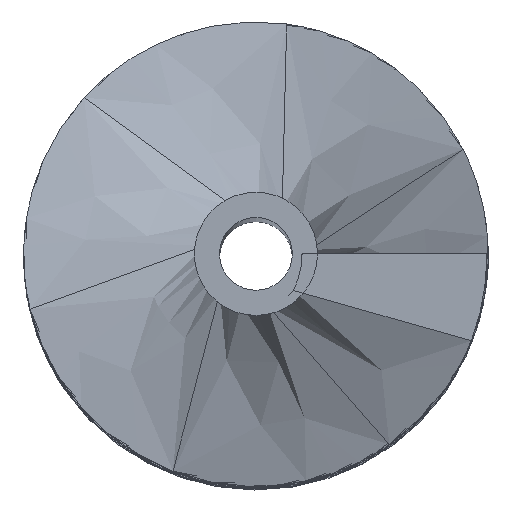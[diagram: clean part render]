
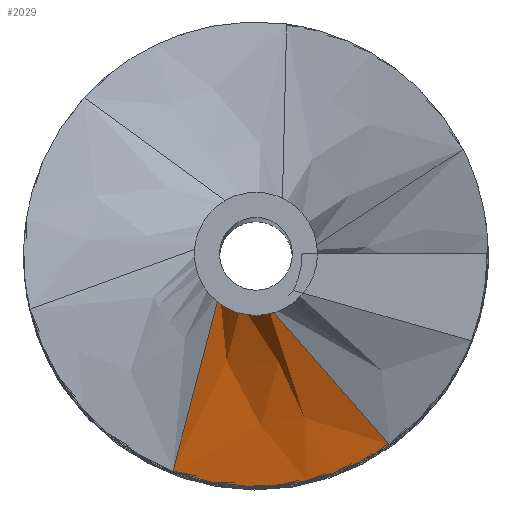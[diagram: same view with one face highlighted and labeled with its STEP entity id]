
A CAD part, top view. The second image highlights one B-rep face of the part: STEP entity #2029.
In plain terms, the highlighted free-form (B-spline) face has degree [3, 3] with [4, 6] control points.
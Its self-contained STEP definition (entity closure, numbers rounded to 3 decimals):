
#51=B_SPLINE_SURFACE_WITH_KNOTS('',3,3,((#2745,#2746,#2747,#2748,#2749,
#2750),(#2751,#2752,#2753,#2754,#2755,#2756),(#2757,#2758,#2759,#2760,#2761,
#2762),(#2763,#2764,#2765,#2766,#2767,#2768)),.UNSPECIFIED.,.F.,.F.,.F.,
(4,4),(4,1,1,4),(-1.5,0.),(35.872,36.29,36.569,
36.848),.UNSPECIFIED.);
#213=FACE_OUTER_BOUND('',#379,.T.);
#379=EDGE_LOOP('',(#1413,#1414,#1415,#1416));
#563=B_SPLINE_CURVE_WITH_KNOTS('',3,(#2741,#2742,#2743,#2744),
 .UNSPECIFIED.,.F.,.F.,(4,4),(0.,1.5),.UNSPECIFIED.);
#564=B_SPLINE_CURVE_WITH_KNOTS('',3,(#2770,#2771,#2772,#2773,#2774,#2775),
 .UNSPECIFIED.,.F.,.F.,(4,1,1,4),(35.872,36.29,36.569,
36.848),.UNSPECIFIED.);
#565=B_SPLINE_CURVE_WITH_KNOTS('',3,(#2777,#2778,#2779,#2780),
 .UNSPECIFIED.,.F.,.F.,(4,4),(0.,1.5),.UNSPECIFIED.);
#566=B_SPLINE_CURVE_WITH_KNOTS('',3,(#2781,#2782,#2783,#2784,#2785,#2786),
 .UNSPECIFIED.,.F.,.F.,(4,1,1,4),(35.872,36.29,36.569,
36.848),.UNSPECIFIED.);
#862=VERTEX_POINT('',#2422);
#873=VERTEX_POINT('',#2735);
#874=VERTEX_POINT('',#2769);
#875=VERTEX_POINT('',#2776);
#1055=EDGE_CURVE('',#862,#873,#563,.T.);
#1056=EDGE_CURVE('',#874,#873,#564,.T.);
#1057=EDGE_CURVE('',#875,#874,#565,.T.);
#1058=EDGE_CURVE('',#875,#862,#566,.T.);
#1413=ORIENTED_EDGE('',*,*,#1055,.T.);
#1414=ORIENTED_EDGE('',*,*,#1056,.F.);
#1415=ORIENTED_EDGE('',*,*,#1057,.F.);
#1416=ORIENTED_EDGE('',*,*,#1058,.T.);
#2029=ADVANCED_FACE('',(#213),#51,.T.);
#2422=CARTESIAN_POINT('',(90.82,-15.448,196.926));
#2735=CARTESIAN_POINT('',(80.935,-4.166,196.926));
#2741=CARTESIAN_POINT('Ctrl Pts',(90.82,-15.448,196.926));
#2742=CARTESIAN_POINT('Ctrl Pts',(87.525,-11.688,196.926));
#2743=CARTESIAN_POINT('Ctrl Pts',(84.23,-7.927,196.926));
#2744=CARTESIAN_POINT('Ctrl Pts',(80.935,-4.166,196.926));
#2745=CARTESIAN_POINT('Ctrl Pts',(77.073,-3.109,191.748));
#2746=CARTESIAN_POINT('Ctrl Pts',(77.502,-3.537,192.488));
#2747=CARTESIAN_POINT('Ctrl Pts',(78.377,-4.044,193.721));
#2748=CARTESIAN_POINT('Ctrl Pts',(79.74,-4.293,195.447));
#2749=CARTESIAN_POINT('Ctrl Pts',(80.539,-4.243,196.433));
#2750=CARTESIAN_POINT('Ctrl Pts',(80.935,-4.166,196.926));
#2751=CARTESIAN_POINT('Ctrl Pts',(75.805,-7.945,191.748));
#2752=CARTESIAN_POINT('Ctrl Pts',(76.956,-8.563,192.488));
#2753=CARTESIAN_POINT('Ctrl Pts',(78.997,-9.098,193.721));
#2754=CARTESIAN_POINT('Ctrl Pts',(81.854,-8.892,195.447));
#2755=CARTESIAN_POINT('Ctrl Pts',(83.459,-8.332,196.433));
#2756=CARTESIAN_POINT('Ctrl Pts',(84.23,-7.927,196.926));
#2757=CARTESIAN_POINT('Ctrl Pts',(74.536,-12.782,191.748));
#2758=CARTESIAN_POINT('Ctrl Pts',(76.41,-13.589,192.488));
#2759=CARTESIAN_POINT('Ctrl Pts',(79.618,-14.153,193.721));
#2760=CARTESIAN_POINT('Ctrl Pts',(83.969,-13.49,195.447));
#2761=CARTESIAN_POINT('Ctrl Pts',(86.38,-12.421,196.433));
#2762=CARTESIAN_POINT('Ctrl Pts',(87.525,-11.688,196.926));
#2763=CARTESIAN_POINT('Ctrl Pts',(73.267,-17.618,191.748));
#2764=CARTESIAN_POINT('Ctrl Pts',(75.864,-18.615,192.488));
#2765=CARTESIAN_POINT('Ctrl Pts',(80.238,-19.207,193.721));
#2766=CARTESIAN_POINT('Ctrl Pts',(86.083,-18.089,195.447));
#2767=CARTESIAN_POINT('Ctrl Pts',(89.3,-16.51,196.433));
#2768=CARTESIAN_POINT('Ctrl Pts',(90.82,-15.448,196.926));
#2769=CARTESIAN_POINT('',(77.073,-3.109,191.748));
#2770=CARTESIAN_POINT('Ctrl Pts',(77.073,-3.109,191.748));
#2771=CARTESIAN_POINT('Ctrl Pts',(77.502,-3.537,192.488));
#2772=CARTESIAN_POINT('Ctrl Pts',(78.377,-4.044,193.721));
#2773=CARTESIAN_POINT('Ctrl Pts',(79.74,-4.293,195.447));
#2774=CARTESIAN_POINT('Ctrl Pts',(80.539,-4.243,196.433));
#2775=CARTESIAN_POINT('Ctrl Pts',(80.935,-4.166,196.926));
#2776=CARTESIAN_POINT('',(73.267,-17.618,191.748));
#2777=CARTESIAN_POINT('Ctrl Pts',(73.267,-17.618,191.748));
#2778=CARTESIAN_POINT('Ctrl Pts',(74.536,-12.782,191.748));
#2779=CARTESIAN_POINT('Ctrl Pts',(75.805,-7.945,191.748));
#2780=CARTESIAN_POINT('Ctrl Pts',(77.073,-3.109,191.748));
#2781=CARTESIAN_POINT('Ctrl Pts',(73.267,-17.618,191.748));
#2782=CARTESIAN_POINT('Ctrl Pts',(75.864,-18.615,192.488));
#2783=CARTESIAN_POINT('Ctrl Pts',(80.238,-19.207,193.721));
#2784=CARTESIAN_POINT('Ctrl Pts',(86.083,-18.089,195.447));
#2785=CARTESIAN_POINT('Ctrl Pts',(89.3,-16.51,196.433));
#2786=CARTESIAN_POINT('Ctrl Pts',(90.82,-15.448,196.926));
